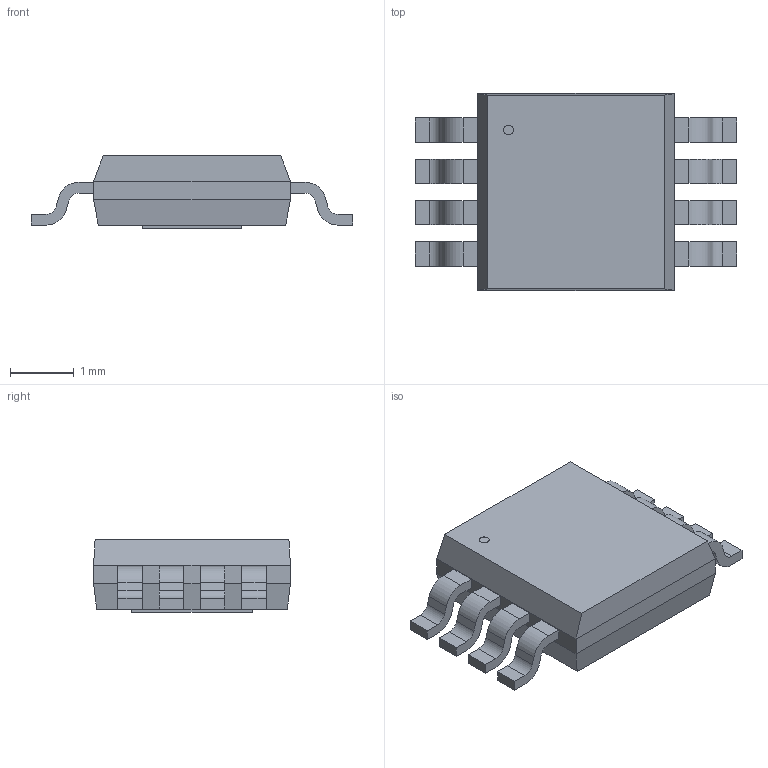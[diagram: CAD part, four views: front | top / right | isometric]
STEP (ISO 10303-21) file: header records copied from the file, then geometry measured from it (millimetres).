
FILE_DESCRIPTION(('FreeCAD Model'),'2;1');
FILE_NAME( 'DGN8_1P89x1P57.step', '2020-07-03T09:38:50',('Author'),(''), 'Open CASCADE STEP processor 7.3','FreeCAD','Unknown');
FILE_SCHEMA(('AUTOMOTIVE_DESIGN { 1 0 10303 214 1 1 1 1 }'));
Length unit declared in the file: millimetre
Products named in the file (1): part
Bounding box: 5.05 x 3.1 x 1.15 mm (x, y, z)
Volume: 10.9 mm3; surface area: 49.2 mm2
Topology: 11 solids, 11 shells, 135 faces, 1655 edges, 6830 vertices
Faces by surface type: plane 102, cylinder 33
Full cylindrical faces by diameter (mm): 0.155 x1
Entity records: 24108 total; most frequent: CARTESIAN_POINT 9498, DIRECTION 2877, LINE 1912, VECTOR 1912, GEOMETRIC_CURVE_SET 1325, TRIMMED_CURVE 1324, ORIENTED_EDGE 662, PCURVE 662
